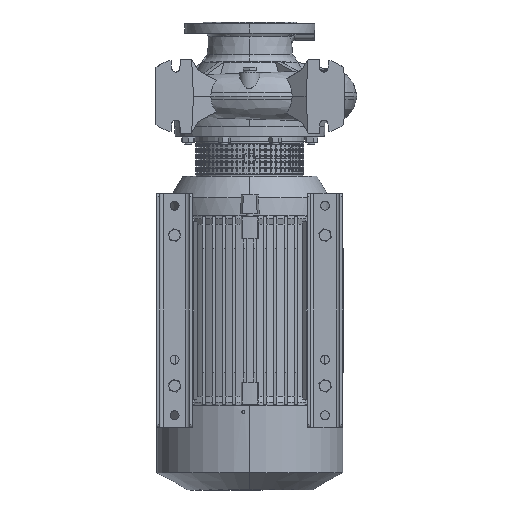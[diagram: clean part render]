
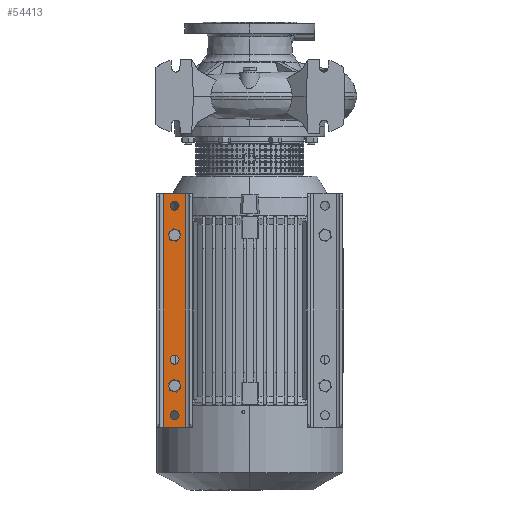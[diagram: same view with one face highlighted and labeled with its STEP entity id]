
A CAD part, front view. The second image highlights one B-rep face of the part: STEP entity #54413.
In plain terms, the highlighted face is planar.
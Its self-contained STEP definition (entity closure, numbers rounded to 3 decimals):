
#1317 = CARTESIAN_POINT ( 'NONE',  ( -12.5, 5., 30. ) ) ;
#2054 = EDGE_CURVE ( 'NONE', #160811, #48789, #46846, .T. ) ;
#4349 = EDGE_CURVE ( 'NONE', #23369, #165971, #164115, .T. ) ;
#6266 = ORIENTED_EDGE ( 'NONE', *, *, #86942, .F. ) ;
#7147 = CARTESIAN_POINT ( 'NONE',  ( -394., 5., 49. ) ) ;
#8420 = CARTESIAN_POINT ( 'NONE',  ( -381.5, 5., 30. ) ) ;
#9002 = EDGE_CURVE ( 'NONE', #20381, #37225, #67557, .T. ) ;
#9090 = DIRECTION ( 'NONE',  ( 1., 0., 0. ) ) ;
#13666 = AXIS2_PLACEMENT_3D ( 'NONE', #59454, #127548, #45993 ) ;
#14416 = DIRECTION ( 'NONE',  ( 0., 1., 0. ) ) ;
#14955 = LINE ( 'NONE', #151166, #122227 ) ;
#15152 = CARTESIAN_POINT ( 'NONE',  ( -70., 5., 30. ) ) ;
#15693 = ORIENTED_EDGE ( 'NONE', *, *, #30742, .F. ) ;
#16627 = EDGE_CURVE ( 'NONE', #37225, #20381, #137667, .T. ) ;
#20381 = VERTEX_POINT ( 'NONE', #1317 ) ;
#20483 = CARTESIAN_POINT ( 'NONE',  ( -287.5, 5., 30. ) ) ;
#20519 = ORIENTED_EDGE ( 'NONE', *, *, #16627, .F. ) ;
#20601 = CARTESIAN_POINT ( 'NONE',  ( -331.5, 5., 30. ) ) ;
#23369 = VERTEX_POINT ( 'NONE', #121617 ) ;
#25900 = DIRECTION ( 'NONE',  ( 0., 1., 0. ) ) ;
#26346 = EDGE_CURVE ( 'NONE', #48789, #160811, #122416, .T. ) ;
#29617 = DIRECTION ( 'NONE',  ( 1., 0., 0. ) ) ;
#30711 = FACE_BOUND ( 'NONE', #143205, .T. ) ;
#30742 = EDGE_CURVE ( 'NONE', #120100, #77491, #63193, .T. ) ;
#31696 = ORIENTED_EDGE ( 'NONE', *, *, #58250, .F. ) ;
#35115 = DIRECTION ( 'NONE',  ( 0., 0., -1. ) ) ;
#35471 = CARTESIAN_POINT ( 'NONE',  ( -27.5, 5., 30. ) ) ;
#36301 = EDGE_CURVE ( 'NONE', #165971, #23369, #141039, .T. ) ;
#36516 = LINE ( 'NONE', #81281, #107850 ) ;
#37225 = VERTEX_POINT ( 'NONE', #35471 ) ;
#37270 = DIRECTION ( 'NONE',  ( 1., 0., 0. ) ) ;
#38668 = DIRECTION ( 'NONE',  ( 0., -1., 0. ) ) ;
#42547 = EDGE_LOOP ( 'NONE', ( #165259, #84833 ) ) ;
#44502 = DIRECTION ( 'NONE',  ( 0., 0., 1. ) ) ;
#45993 = DIRECTION ( 'NONE',  ( 1., 0., 0. ) ) ;
#46204 = AXIS2_PLACEMENT_3D ( 'NONE', #146927, #25900, #80580 ) ;
#46845 = FACE_BOUND ( 'NONE', #98967, .T. ) ;
#46846 = CIRCLE ( 'NONE', #106827, 7.5 ) ;
#46930 = ORIENTED_EDGE ( 'NONE', *, *, #26346, .F. ) ;
#47548 = ORIENTED_EDGE ( 'NONE', *, *, #2054, .F. ) ;
#47735 = FACE_BOUND ( 'NONE', #42547, .T. ) ;
#48057 = VERTEX_POINT ( 'NONE', #117336 ) ;
#48789 = VERTEX_POINT ( 'NONE', #55222 ) ;
#49965 = CARTESIAN_POINT ( 'NONE',  ( -366.5, 5., 30. ) ) ;
#50863 = DIRECTION ( 'NONE',  ( 0., 1., 0. ) ) ;
#54413 = ADVANCED_FACE ( 'NONE', ( #46845, #101483, #47735, #30711, #140032, #167812 ), #91576, .F. ) ;
#55222 = CARTESIAN_POINT ( 'NONE',  ( -272.5, 5., 30. ) ) ;
#58250 = EDGE_CURVE ( 'NONE', #48057, #95899, #101231, .T. ) ;
#58527 = CARTESIAN_POINT ( 'NONE',  ( 0., 5., 11. ) ) ;
#59454 = CARTESIAN_POINT ( 'NONE',  ( -280., 5., 30. ) ) ;
#63193 = CIRCLE ( 'NONE', #86047, 7.5 ) ;
#64214 = CARTESIAN_POINT ( 'NONE',  ( -324., 5., 30. ) ) ;
#66926 = DIRECTION ( 'NONE',  ( 0., 1., 0. ) ) ;
#67557 = CIRCLE ( 'NONE', #84666, 7.5 ) ;
#67953 = EDGE_CURVE ( 'NONE', #77491, #120100, #121880, .T. ) ;
#69755 = AXIS2_PLACEMENT_3D ( 'NONE', #90690, #38668, #35115 ) ;
#72702 = CARTESIAN_POINT ( 'NONE',  ( -316.5, 5., 30. ) ) ;
#75453 = CARTESIAN_POINT ( 'NONE',  ( -324., 5., 30. ) ) ;
#77491 = VERTEX_POINT ( 'NONE', #49965 ) ;
#78613 = CARTESIAN_POINT ( 'NONE',  ( -374., 5., 30. ) ) ;
#80580 = DIRECTION ( 'NONE',  ( 1., 0., 0. ) ) ;
#81281 = CARTESIAN_POINT ( 'NONE',  ( -394., 5., 11. ) ) ;
#83739 = AXIS2_PLACEMENT_3D ( 'NONE', #146969, #94922, #105747 ) ;
#84666 = AXIS2_PLACEMENT_3D ( 'NONE', #124648, #14416, #29617 ) ;
#84833 = ORIENTED_EDGE ( 'NONE', *, *, #4349, .F. ) ;
#86047 = AXIS2_PLACEMENT_3D ( 'NONE', #177278, #163852, #95743 ) ;
#86942 = EDGE_CURVE ( 'NONE', #125320, #175253, #139150, .T. ) ;
#88546 = VERTEX_POINT ( 'NONE', #105230 ) ;
#90690 = CARTESIAN_POINT ( 'NONE',  ( -394., 5., 0. ) ) ;
#91182 = DIRECTION ( 'NONE',  ( 1., 0., 0. ) ) ;
#91576 = PLANE ( 'NONE',  #69755 ) ;
#94922 = DIRECTION ( 'NONE',  ( 0., 1., 0. ) ) ;
#95416 = VERTEX_POINT ( 'NONE', #58527 ) ;
#95743 = DIRECTION ( 'NONE',  ( 1., 0., 0. ) ) ;
#95899 = VERTEX_POINT ( 'NONE', #7147 ) ;
#98967 = EDGE_LOOP ( 'NONE', ( #6266, #111643 ) ) ;
#99482 = EDGE_CURVE ( 'NONE', #95899, #88546, #123945, .T. ) ;
#101231 = LINE ( 'NONE', #112924, #151945 ) ;
#101483 = FACE_BOUND ( 'NONE', #114234, .T. ) ;
#104713 = AXIS2_PLACEMENT_3D ( 'NONE', #78613, #50863, #161918 ) ;
#105230 = CARTESIAN_POINT ( 'NONE',  ( -394., 5., 11. ) ) ;
#105405 = DIRECTION ( 'NONE',  ( 0., 1., 0. ) ) ;
#105456 = DIRECTION ( 'NONE',  ( 1., 0., 0. ) ) ;
#105747 = DIRECTION ( 'NONE',  ( 1., 0., 0. ) ) ;
#106827 = AXIS2_PLACEMENT_3D ( 'NONE', #118013, #66926, #105456 ) ;
#107850 = VECTOR ( 'NONE', #91182, 1000. ) ;
#109549 = ORIENTED_EDGE ( 'NONE', *, *, #173658, .F. ) ;
#111643 = ORIENTED_EDGE ( 'NONE', *, *, #138171, .F. ) ;
#112515 = VECTOR ( 'NONE', #172612, 1000. ) ;
#112924 = CARTESIAN_POINT ( 'NONE',  ( -394., 5., 49. ) ) ;
#114234 = EDGE_LOOP ( 'NONE', ( #46930, #47548 ) ) ;
#117336 = CARTESIAN_POINT ( 'NONE',  ( 0., 5., 49. ) ) ;
#118013 = CARTESIAN_POINT ( 'NONE',  ( -280., 5., 30. ) ) ;
#120100 = VERTEX_POINT ( 'NONE', #8420 ) ;
#120814 = EDGE_CURVE ( 'NONE', #88546, #95416, #36516, .T. ) ;
#121617 = CARTESIAN_POINT ( 'NONE',  ( -77.5, 5., 30. ) ) ;
#121880 = CIRCLE ( 'NONE', #104713, 7.5 ) ;
#122227 = VECTOR ( 'NONE', #44502, 1000. ) ;
#122416 = CIRCLE ( 'NONE', #13666, 7.5 ) ;
#123945 = LINE ( 'NONE', #174375, #112515 ) ;
#124648 = CARTESIAN_POINT ( 'NONE',  ( -20., 5., 30. ) ) ;
#125228 = ORIENTED_EDGE ( 'NONE', *, *, #9002, .F. ) ;
#125320 = VERTEX_POINT ( 'NONE', #72702 ) ;
#127548 = DIRECTION ( 'NONE',  ( 0., 1., 0. ) ) ;
#128503 = EDGE_LOOP ( 'NONE', ( #125228, #20519 ) ) ;
#133419 = ORIENTED_EDGE ( 'NONE', *, *, #99482, .F. ) ;
#137667 = CIRCLE ( 'NONE', #46204, 7.5 ) ;
#138171 = EDGE_CURVE ( 'NONE', #175253, #125320, #176791, .T. ) ;
#138939 = DIRECTION ( 'NONE',  ( -1., 0., 0. ) ) ;
#139150 = CIRCLE ( 'NONE', #150557, 7.5 ) ;
#139344 = DIRECTION ( 'NONE',  ( 0., 1., 0. ) ) ;
#140032 = FACE_BOUND ( 'NONE', #128503, .T. ) ;
#141039 = CIRCLE ( 'NONE', #83739, 7.5 ) ;
#142407 = AXIS2_PLACEMENT_3D ( 'NONE', #64214, #105405, #37270 ) ;
#143205 = EDGE_LOOP ( 'NONE', ( #158685, #15693 ) ) ;
#145263 = EDGE_LOOP ( 'NONE', ( #133419, #31696, #109549, #166577 ) ) ;
#146927 = CARTESIAN_POINT ( 'NONE',  ( -20., 5., 30. ) ) ;
#146969 = CARTESIAN_POINT ( 'NONE',  ( -70., 5., 30. ) ) ;
#147860 = DIRECTION ( 'NONE',  ( 1., 0., 0. ) ) ;
#150557 = AXIS2_PLACEMENT_3D ( 'NONE', #75453, #139344, #9090 ) ;
#151166 = CARTESIAN_POINT ( 'NONE',  ( 0., 5., 0. ) ) ;
#151945 = VECTOR ( 'NONE', #138939, 1000. ) ;
#158350 = AXIS2_PLACEMENT_3D ( 'NONE', #15152, #163930, #147860 ) ;
#158685 = ORIENTED_EDGE ( 'NONE', *, *, #67953, .F. ) ;
#160811 = VERTEX_POINT ( 'NONE', #20483 ) ;
#161918 = DIRECTION ( 'NONE',  ( 1., 0., 0. ) ) ;
#163852 = DIRECTION ( 'NONE',  ( 0., 1., 0. ) ) ;
#163930 = DIRECTION ( 'NONE',  ( 0., 1., 0. ) ) ;
#164115 = CIRCLE ( 'NONE', #158350, 7.5 ) ;
#165259 = ORIENTED_EDGE ( 'NONE', *, *, #36301, .F. ) ;
#165971 = VERTEX_POINT ( 'NONE', #168138 ) ;
#166577 = ORIENTED_EDGE ( 'NONE', *, *, #120814, .F. ) ;
#167812 = FACE_OUTER_BOUND ( 'NONE', #145263, .T. ) ;
#168138 = CARTESIAN_POINT ( 'NONE',  ( -62.5, 5., 30. ) ) ;
#172612 = DIRECTION ( 'NONE',  ( 0., 0., -1. ) ) ;
#173658 = EDGE_CURVE ( 'NONE', #95416, #48057, #14955, .T. ) ;
#174375 = CARTESIAN_POINT ( 'NONE',  ( -394., 5., 0. ) ) ;
#175253 = VERTEX_POINT ( 'NONE', #20601 ) ;
#176791 = CIRCLE ( 'NONE', #142407, 7.5 ) ;
#177278 = CARTESIAN_POINT ( 'NONE',  ( -374., 5., 30. ) ) ;
